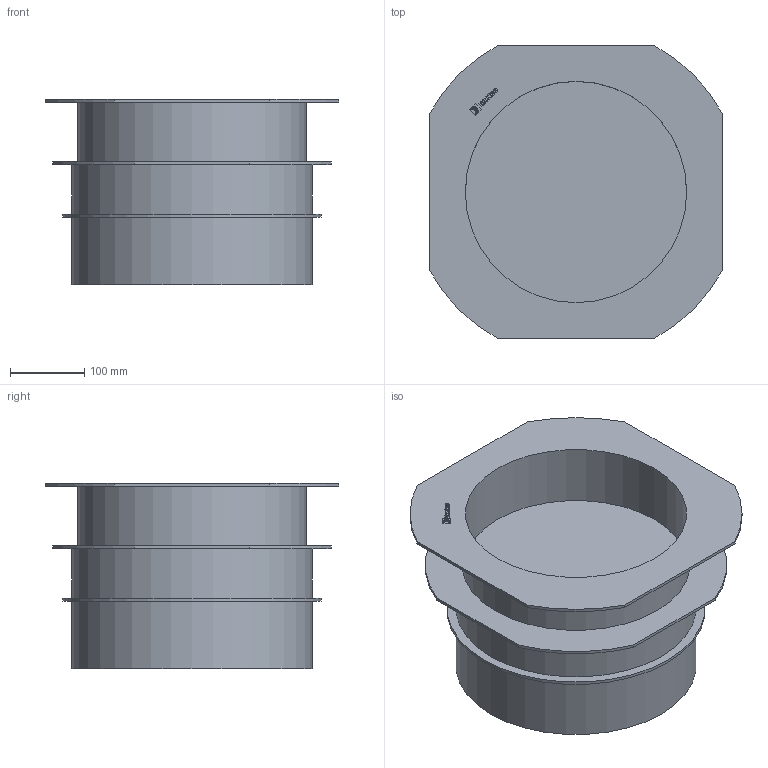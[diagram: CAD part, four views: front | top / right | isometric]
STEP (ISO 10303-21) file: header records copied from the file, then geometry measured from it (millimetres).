
FILE_DESCRIPTION(/* description */ ('','CAx-IF Rec.Pracs.---Representation and Presentation of Product Manufacturing Information (PMI)---4.0---2014-10-13'),/* implementation_level */ '2;1');
FILE_NAME(/* name */ 'KOS 298_315 D=250.stp',/* time_stamp */ '2025-10-07T09:56:33+02:00',/* author */ ('se-jorlan'),/* organization */ (''),/* preprocessor_version */ 'ST-DEVELOPER v20',/* originating_system */ 'Autodesk Inventor 2023',/* authorisation */ '');
FILE_SCHEMA (('AP242_MANAGED_MODEL_BASED_3D_ENGINEERING_MIM_LF { 1 0 10303 442 1 1 4 }'));
Length unit declared in the file: millimetre
Products named in the file (1): KOS 298_315 D=250
Bounding box: 395 x 395 x 250 mm (x, y, z)
Volume: 1906356.8 mm3; surface area: 899645.4 mm2
Topology: 1 solids, 1 shells, 148 faces, 378 edges, 252 vertices
Faces by surface type: plane 97, bspline 37, cylinder 14
Full cylindrical faces by diameter (mm): 298 x1, 307 x1, 315 x1, 324 x2, 348 x1
Entity records: 4811 total; most frequent: CARTESIAN_POINT 1373, ORIENTED_EDGE 756, DIRECTION 564, EDGE_CURVE 378, LINE 276, VECTOR 276, VERTEX_POINT 252, EDGE_LOOP 168
